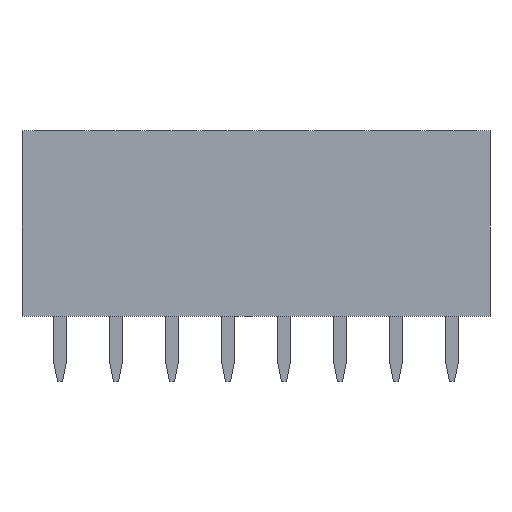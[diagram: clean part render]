
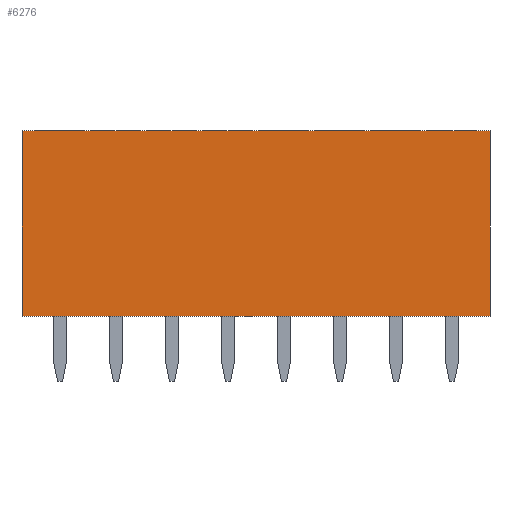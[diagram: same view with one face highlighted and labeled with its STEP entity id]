
A CAD part, front view. The second image highlights one B-rep face of the part: STEP entity #6276.
In plain terms, the highlighted planar face has unit normal (0, -1, 0).
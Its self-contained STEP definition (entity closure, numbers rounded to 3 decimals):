
#195=FACE_OUTER_BOUND('',#501,.T.);
#501=EDGE_LOOP('',(#4596,#4597,#4598,#4599));
#1068=LINE('',#9058,#1924);
#1134=LINE('',#9188,#1990);
#1137=LINE('',#9194,#1993);
#1138=LINE('',#9195,#1994);
#1924=VECTOR('',#7455,10.);
#1990=VECTOR('',#7567,10.);
#1993=VECTOR('',#7572,10.);
#1994=VECTOR('',#7573,10.);
#2636=VERTEX_POINT('',#9055);
#2637=VERTEX_POINT('',#9057);
#2678=VERTEX_POINT('',#9187);
#2680=VERTEX_POINT('',#9193);
#3340=EDGE_CURVE('',#2637,#2636,#1068,.T.);
#3406=EDGE_CURVE('',#2678,#2637,#1134,.T.);
#3409=EDGE_CURVE('',#2636,#2680,#1137,.T.);
#3410=EDGE_CURVE('',#2680,#2678,#1138,.T.);
#4596=ORIENTED_EDGE('',*,*,#3409,.T.);
#4597=ORIENTED_EDGE('',*,*,#3410,.T.);
#4598=ORIENTED_EDGE('',*,*,#3406,.T.);
#4599=ORIENTED_EDGE('',*,*,#3340,.T.);
#5655=PLANE('',#6610);
#6276=ADVANCED_FACE('',(#195),#5655,.T.);
#6610=AXIS2_PLACEMENT_3D('',#9192,#7570,#7571);
#7455=DIRECTION('',(0.,0.,1.));
#7567=DIRECTION('',(1.,0.,0.));
#7570=DIRECTION('center_axis',(0.,-1.,0.));
#7571=DIRECTION('ref_axis',(0.,0.,-1.));
#7572=DIRECTION('',(-1.,0.,0.));
#7573=DIRECTION('',(0.,0.,-1.));
#9055=CARTESIAN_POINT('',(1.725,-1.21,8.43));
#9057=CARTESIAN_POINT('',(1.725,-1.21,0.));
#9058=CARTESIAN_POINT('',(1.725,-1.21,0.));
#9187=CARTESIAN_POINT('',(-19.505,-1.21,0.));
#9188=CARTESIAN_POINT('',(-4.265,-1.21,0.));
#9192=CARTESIAN_POINT('Origin',(-17.78,-1.21,4.215));
#9193=CARTESIAN_POINT('',(-19.505,-1.21,8.43));
#9194=CARTESIAN_POINT('',(-16.055,-1.21,8.43));
#9195=CARTESIAN_POINT('',(-19.505,-1.21,8.43));
